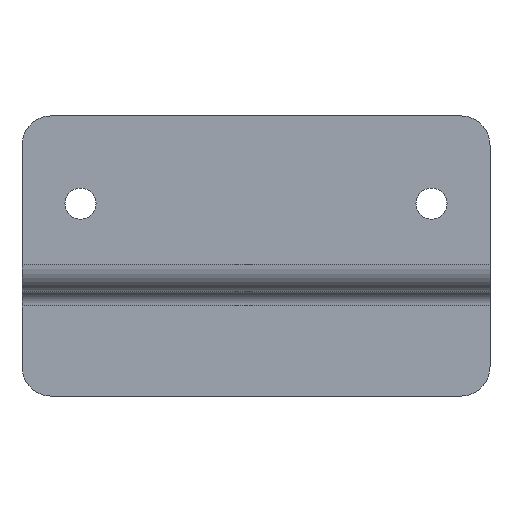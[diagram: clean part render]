
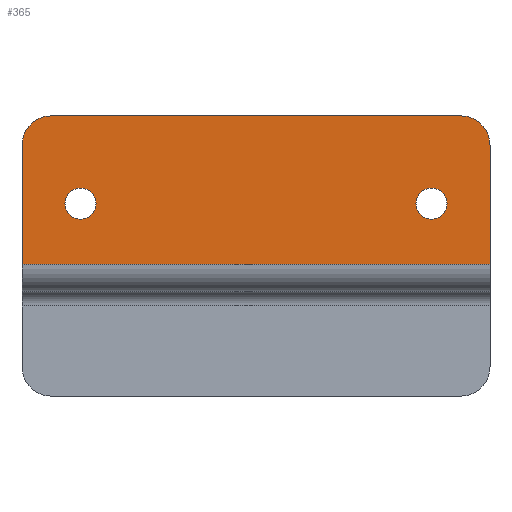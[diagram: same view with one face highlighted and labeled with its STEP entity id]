
A CAD part, left-side view. The second image highlights one B-rep face of the part: STEP entity #365.
In plain terms, the highlighted planar face has unit normal (-1, 0, 0).
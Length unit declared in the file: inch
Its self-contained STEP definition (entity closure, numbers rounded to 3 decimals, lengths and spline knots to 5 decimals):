
#15=FACE_BOUND('',#54,.T.);
#16=FACE_BOUND('',#55,.T.);
#33=FACE_OUTER_BOUND('',#53,.T.);
#53=EDGE_LOOP('',(#265,#266,#267,#268,#269,#270));
#54=EDGE_LOOP('',(#271));
#55=EDGE_LOOP('',(#272));
#81=CIRCLE('',#397,0.25);
#83=CIRCLE('',#400,0.25);
#84=CIRCLE('',#401,0.1325);
#85=CIRCLE('',#402,0.1325);
#98=LINE('',#551,#130);
#106=LINE('',#582,#138);
#107=LINE('',#583,#139);
#108=LINE('',#584,#140);
#130=VECTOR('',#436,1.02);
#138=VECTOR('',#462,1.02);
#139=VECTOR('',#463,4.);
#140=VECTOR('',#464,3.5);
#162=VERTEX_POINT('',#548);
#163=VERTEX_POINT('',#550);
#173=VERTEX_POINT('',#572);
#175=VERTEX_POINT('',#578);
#176=VERTEX_POINT('',#579);
#177=VERTEX_POINT('',#581);
#178=VERTEX_POINT('',#585);
#179=VERTEX_POINT('',#587);
#198=EDGE_CURVE('',#162,#163,#98,.T.);
#209=EDGE_CURVE('',#173,#162,#81,.T.);
#212=EDGE_CURVE('',#175,#176,#83,.T.);
#213=EDGE_CURVE('',#175,#177,#106,.T.);
#214=EDGE_CURVE('',#177,#163,#107,.T.);
#215=EDGE_CURVE('',#176,#173,#108,.T.);
#216=EDGE_CURVE('',#178,#178,#84,.T.);
#217=EDGE_CURVE('',#179,#179,#85,.T.);
#265=ORIENTED_EDGE('',*,*,#212,.F.);
#266=ORIENTED_EDGE('',*,*,#213,.T.);
#267=ORIENTED_EDGE('',*,*,#214,.T.);
#268=ORIENTED_EDGE('',*,*,#198,.F.);
#269=ORIENTED_EDGE('',*,*,#209,.F.);
#270=ORIENTED_EDGE('',*,*,#215,.F.);
#271=ORIENTED_EDGE('',*,*,#216,.F.);
#272=ORIENTED_EDGE('',*,*,#217,.F.);
#354=PLANE('',#399);
#365=ADVANCED_FACE('',(#33,#15,#16),#354,.T.);
#397=AXIS2_PLACEMENT_3D('',#573,#453,#454);
#399=AXIS2_PLACEMENT_3D('',#577,#458,#459);
#400=AXIS2_PLACEMENT_3D('',#580,#460,#461);
#401=AXIS2_PLACEMENT_3D('',#586,#465,#466);
#402=AXIS2_PLACEMENT_3D('',#588,#467,#468);
#436=DIRECTION('',(0.,0.,-1.));
#453=DIRECTION('center_axis',(1.,0.,0.));
#454=DIRECTION('ref_axis',(0.,0.,1.));
#458=DIRECTION('center_axis',(-1.,0.,0.));
#459=DIRECTION('ref_axis',(0.,0.,1.));
#460=DIRECTION('center_axis',(1.,0.,0.));
#461=DIRECTION('ref_axis',(0.,1.,0.));
#462=DIRECTION('',(0.,0.,-1.));
#463=DIRECTION('',(0.,-1.,0.));
#464=DIRECTION('',(0.,-1.,0.));
#465=DIRECTION('center_axis',(-1.,0.,0.));
#466=DIRECTION('ref_axis',(0.,0.,1.));
#467=DIRECTION('center_axis',(-1.,0.,0.));
#468=DIRECTION('ref_axis',(0.,0.,1.));
#548=CARTESIAN_POINT('',(0.25,0.,1.9075));
#550=CARTESIAN_POINT('',(0.25,0.,0.8875));
#551=CARTESIAN_POINT('',(0.25,0.,1.9075));
#572=CARTESIAN_POINT('',(0.25,0.25,2.1575));
#573=CARTESIAN_POINT('Origin',(0.25,0.25,1.9075));
#577=CARTESIAN_POINT('Origin',(0.25,0.,0.6575));
#578=CARTESIAN_POINT('',(0.25,4.,1.9075));
#579=CARTESIAN_POINT('',(0.25,3.75,2.1575));
#580=CARTESIAN_POINT('Origin',(0.25,3.75,1.9075));
#581=CARTESIAN_POINT('',(0.25,4.,0.8875));
#582=CARTESIAN_POINT('',(0.25,4.,1.9075));
#583=CARTESIAN_POINT('',(0.25,4.,0.8875));
#584=CARTESIAN_POINT('',(0.25,3.75,2.1575));
#585=CARTESIAN_POINT('',(0.25,0.5,1.275));
#586=CARTESIAN_POINT('Origin',(0.25,0.5,1.4075));
#587=CARTESIAN_POINT('',(0.25,3.5,1.275));
#588=CARTESIAN_POINT('Origin',(0.25,3.5,1.4075));
